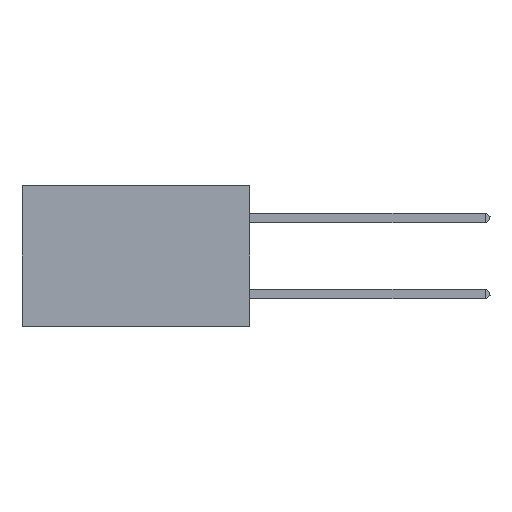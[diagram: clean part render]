
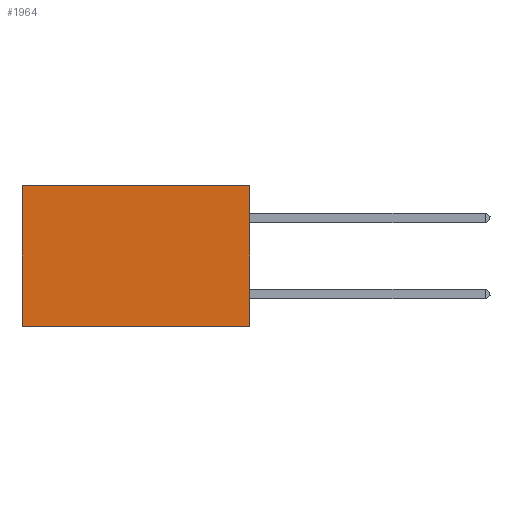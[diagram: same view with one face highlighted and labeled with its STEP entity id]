
A CAD part, left-side view. The second image highlights one B-rep face of the part: STEP entity #1964.
In plain terms, the highlighted planar face has unit normal (-1, 0, 0).
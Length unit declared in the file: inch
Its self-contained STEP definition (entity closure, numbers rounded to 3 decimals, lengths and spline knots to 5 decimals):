
#1310 = AXIS2_PLACEMENT_3D ( 'NONE', #5774, #26386, #5406 ) ;
#1964 = ADVANCED_FACE ( 'NONE', ( #21447 ), #22747, .F. ) ;
#2182 = EDGE_CURVE ( 'NONE', #6841, #4785, #11195, .T. ) ;
#3089 = VECTOR ( 'NONE', #5122, 39.37008 ) ;
#4785 = VERTEX_POINT ( 'NONE', #11256 ) ;
#5122 = DIRECTION ( 'NONE',  ( 0., 1., 0. ) ) ;
#5393 = LINE ( 'NONE', #12215, #27217 ) ;
#5406 = DIRECTION ( 'NONE',  ( 0., 0., -1. ) ) ;
#5774 = CARTESIAN_POINT ( 'NONE',  ( 0.2875, 0., 0. ) ) ;
#6841 = VERTEX_POINT ( 'NONE', #17694 ) ;
#7293 = CARTESIAN_POINT ( 'NONE',  ( 0.2875, 0., 0. ) ) ;
#7695 = CARTESIAN_POINT ( 'NONE',  ( 0.2875, 0.6, -0.37 ) ) ;
#8889 = DIRECTION ( 'NONE',  ( 0., 0., -1. ) ) ;
#10374 = ORIENTED_EDGE ( 'NONE', *, *, #2182, .F. ) ;
#11191 = CARTESIAN_POINT ( 'NONE',  ( 0.2875, 0., 0. ) ) ;
#11195 = LINE ( 'NONE', #11191, #21770 ) ;
#11256 = CARTESIAN_POINT ( 'NONE',  ( 0.2875, 0., -0.37 ) ) ;
#12215 = CARTESIAN_POINT ( 'NONE',  ( 0.2875, 0., -0.37 ) ) ;
#12560 = CARTESIAN_POINT ( 'NONE',  ( 0.2875, 0.6, 0. ) ) ;
#12719 = LINE ( 'NONE', #12560, #18336 ) ;
#14646 = EDGE_CURVE ( 'NONE', #6841, #22701, #20101, .T. ) ;
#16239 = VERTEX_POINT ( 'NONE', #7695 ) ;
#16364 = EDGE_LOOP ( 'NONE', ( #21729, #26722, #10374, #18574 ) ) ;
#17694 = CARTESIAN_POINT ( 'NONE',  ( 0.2875, 0., 0. ) ) ;
#18336 = VECTOR ( 'NONE', #25169, 39.37008 ) ;
#18513 = EDGE_CURVE ( 'NONE', #22701, #16239, #12719, .T. ) ;
#18574 = ORIENTED_EDGE ( 'NONE', *, *, #14646, .T. ) ;
#20101 = LINE ( 'NONE', #7293, #3089 ) ;
#21447 = FACE_OUTER_BOUND ( 'NONE', #16364, .T. ) ;
#21729 = ORIENTED_EDGE ( 'NONE', *, *, #18513, .T. ) ;
#21770 = VECTOR ( 'NONE', #8889, 39.37008 ) ;
#22701 = VERTEX_POINT ( 'NONE', #22983 ) ;
#22747 = PLANE ( 'NONE',  #1310 ) ;
#22983 = CARTESIAN_POINT ( 'NONE',  ( 0.2875, 0.6, 0. ) ) ;
#24834 = DIRECTION ( 'NONE',  ( 0., 1., 0. ) ) ;
#25089 = EDGE_CURVE ( 'NONE', #4785, #16239, #5393, .T. ) ;
#25169 = DIRECTION ( 'NONE',  ( 0., 0., -1. ) ) ;
#26386 = DIRECTION ( 'NONE',  ( 1., 0., 0. ) ) ;
#26722 = ORIENTED_EDGE ( 'NONE', *, *, #25089, .F. ) ;
#27217 = VECTOR ( 'NONE', #24834, 39.37008 ) ;
